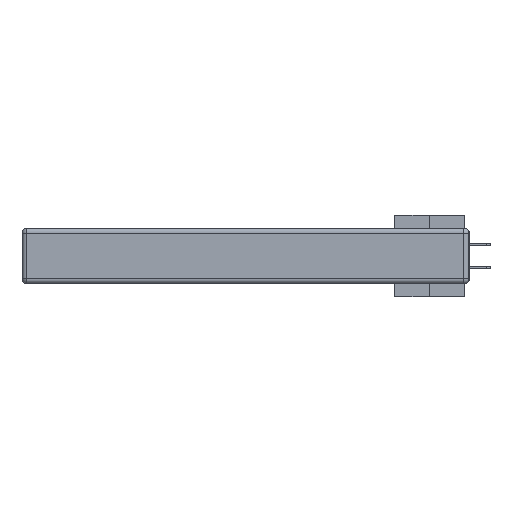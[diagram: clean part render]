
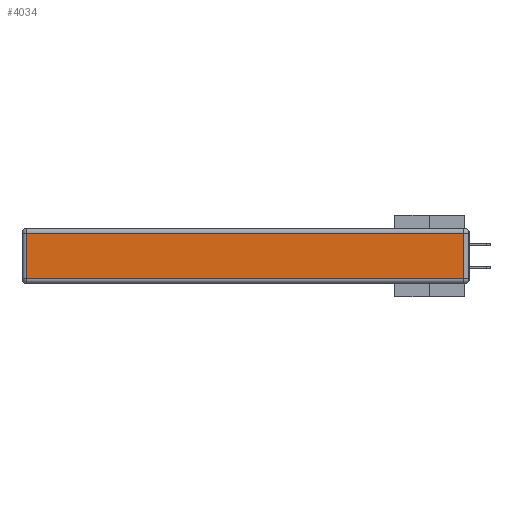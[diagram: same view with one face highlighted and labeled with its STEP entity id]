
A CAD part, left-side view. The second image highlights one B-rep face of the part: STEP entity #4034.
In plain terms, the highlighted planar face has unit normal (-1, 0, 0).
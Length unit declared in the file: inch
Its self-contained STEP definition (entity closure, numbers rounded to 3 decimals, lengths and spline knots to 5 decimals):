
#1952 = CARTESIAN_POINT ( 'NONE',  ( 0., 0., -0.343 ) ) ;
#4034 = ADVANCED_FACE ( 'NONE', ( #26546 ), #39757, .T. ) ;
#4598 = VECTOR ( 'NONE', #8658, 39.37008 ) ;
#4718 = EDGE_CURVE ( 'NONE', #22405, #20021, #33514, .T. ) ;
#6784 = DIRECTION ( 'NONE',  ( 0., 0., 1. ) ) ;
#7280 = LINE ( 'NONE', #21702, #13184 ) ;
#8658 = DIRECTION ( 'NONE',  ( 0., 1., 0. ) ) ;
#10533 = CARTESIAN_POINT ( 'NONE',  ( 0., 0.03, -0.343 ) ) ;
#10603 = EDGE_CURVE ( 'NONE', #20021, #17265, #28671, .T. ) ;
#11205 = VERTEX_POINT ( 'NONE', #17356 ) ;
#11961 = CARTESIAN_POINT ( 'NONE',  ( 0., 2.75, -0.03 ) ) ;
#13184 = VECTOR ( 'NONE', #14537, 39.37008 ) ;
#14489 = EDGE_LOOP ( 'NONE', ( #26425, #16003, #42197, #23194 ) ) ;
#14537 = DIRECTION ( 'NONE',  ( 0., 0., -1. ) ) ;
#15163 = CARTESIAN_POINT ( 'NONE',  ( 0., 0.03, -0.03 ) ) ;
#15531 = CARTESIAN_POINT ( 'NONE',  ( 0., 0., -0.313 ) ) ;
#16003 = ORIENTED_EDGE ( 'NONE', *, *, #4718, .T. ) ;
#16865 = CARTESIAN_POINT ( 'NONE',  ( 0., 0.03, -0.313 ) ) ;
#17265 = VERTEX_POINT ( 'NONE', #41367 ) ;
#17356 = CARTESIAN_POINT ( 'NONE',  ( 0., 2.72, -0.313 ) ) ;
#20021 = VERTEX_POINT ( 'NONE', #15163 ) ;
#21702 = CARTESIAN_POINT ( 'NONE',  ( 0., 2.72, -0.343 ) ) ;
#22405 = VERTEX_POINT ( 'NONE', #16865 ) ;
#22849 = VECTOR ( 'NONE', #43770, 39.37008 ) ;
#23194 = ORIENTED_EDGE ( 'NONE', *, *, #44094, .T. ) ;
#23841 = VECTOR ( 'NONE', #6784, 39.37008 ) ;
#24417 = LINE ( 'NONE', #15531, #22849 ) ;
#26425 = ORIENTED_EDGE ( 'NONE', *, *, #34243, .T. ) ;
#26546 = FACE_OUTER_BOUND ( 'NONE', #14489, .T. ) ;
#28671 = LINE ( 'NONE', #11961, #4598 ) ;
#32742 = DIRECTION ( 'NONE',  ( -1., 0., 0. ) ) ;
#33146 = AXIS2_PLACEMENT_3D ( 'NONE', #1952, #32742, #43008 ) ;
#33514 = LINE ( 'NONE', #10533, #23841 ) ;
#34243 = EDGE_CURVE ( 'NONE', #11205, #22405, #24417, .T. ) ;
#39757 = PLANE ( 'NONE',  #33146 ) ;
#41367 = CARTESIAN_POINT ( 'NONE',  ( 0., 2.72, -0.03 ) ) ;
#42197 = ORIENTED_EDGE ( 'NONE', *, *, #10603, .T. ) ;
#43008 = DIRECTION ( 'NONE',  ( 0., 0., 1. ) ) ;
#43770 = DIRECTION ( 'NONE',  ( 0., -1., 0. ) ) ;
#44094 = EDGE_CURVE ( 'NONE', #17265, #11205, #7280, .T. ) ;
